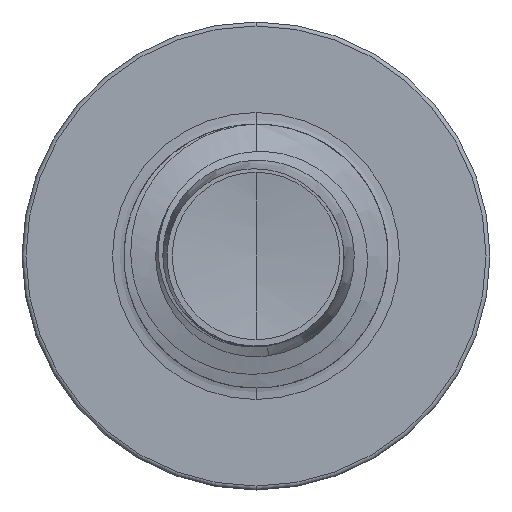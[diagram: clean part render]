
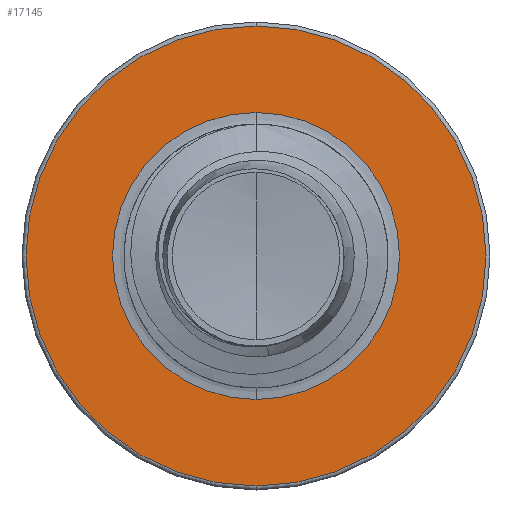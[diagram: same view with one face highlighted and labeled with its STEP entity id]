
A CAD part, front view. The second image highlights one B-rep face of the part: STEP entity #17145.
In plain terms, the highlighted planar face has unit normal (0, -1, 0).
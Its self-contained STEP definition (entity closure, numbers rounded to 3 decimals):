
#2639 = AXIS2_PLACEMENT_3D ( 'NONE', #25568, #28104, #11872 ) ;
#3263 = EDGE_CURVE ( 'NONE', #34407, #16417, #22696, .T. ) ;
#3792 = EDGE_CURVE ( 'NONE', #13619, #7597, #25573, .T. ) ;
#4549 = EDGE_LOOP ( 'NONE', ( #25519, #31097 ) ) ;
#6138 = PLANE ( 'NONE',  #2639 ) ;
#7597 = VERTEX_POINT ( 'NONE', #28337 ) ;
#7810 = CARTESIAN_POINT ( 'NONE',  ( 0., 10., 0. ) ) ;
#9948 = CARTESIAN_POINT ( 'NONE',  ( 0., 10., 0. ) ) ;
#10339 = CIRCLE ( 'NONE', #18594, 1.917 ) ;
#10684 = DIRECTION ( 'NONE',  ( 0., 0., 1. ) ) ;
#11765 = EDGE_CURVE ( 'NONE', #7597, #13619, #16128, .T. ) ;
#11872 = DIRECTION ( 'NONE',  ( 0., 0., 1. ) ) ;
#12604 = FACE_BOUND ( 'NONE', #4549, .T. ) ;
#12796 = DIRECTION ( 'NONE',  ( 0., 0., 1. ) ) ;
#13490 = AXIS2_PLACEMENT_3D ( 'NONE', #30505, #30468, #30258 ) ;
#13619 = VERTEX_POINT ( 'NONE', #34070 ) ;
#15940 = CARTESIAN_POINT ( 'NONE',  ( 0., 10., 1.917 ) ) ;
#16128 = CIRCLE ( 'NONE', #17142, 1.196 ) ;
#16417 = VERTEX_POINT ( 'NONE', #15940 ) ;
#16750 = CARTESIAN_POINT ( 'NONE',  ( 0., 10., -1.917 ) ) ;
#17142 = AXIS2_PLACEMENT_3D ( 'NONE', #7810, #27062, #10684 ) ;
#17145 = ADVANCED_FACE ( 'NONE', ( #32676, #12604 ), #6138, .F. ) ;
#17803 = DIRECTION ( 'NONE',  ( 0., 0., 1. ) ) ;
#17844 = DIRECTION ( 'NONE',  ( 0., 1., 0. ) ) ;
#17880 = CARTESIAN_POINT ( 'NONE',  ( 0., 10., 0. ) ) ;
#18594 = AXIS2_PLACEMENT_3D ( 'NONE', #9948, #28937, #12796 ) ;
#19830 = EDGE_CURVE ( 'NONE', #16417, #34407, #10339, .T. ) ;
#22696 = CIRCLE ( 'NONE', #13490, 1.917 ) ;
#25519 = ORIENTED_EDGE ( 'NONE', *, *, #11765, .T. ) ;
#25568 = CARTESIAN_POINT ( 'NONE',  ( 0., 10., -1.196 ) ) ;
#25573 = CIRCLE ( 'NONE', #29640, 1.196 ) ;
#26767 = ORIENTED_EDGE ( 'NONE', *, *, #3263, .F. ) ;
#26904 = ORIENTED_EDGE ( 'NONE', *, *, #19830, .F. ) ;
#27062 = DIRECTION ( 'NONE',  ( 0., 1., 0. ) ) ;
#28104 = DIRECTION ( 'NONE',  ( 0., 1., 0. ) ) ;
#28337 = CARTESIAN_POINT ( 'NONE',  ( 0., 10., 1.196 ) ) ;
#28937 = DIRECTION ( 'NONE',  ( 0., 1., 0. ) ) ;
#29640 = AXIS2_PLACEMENT_3D ( 'NONE', #17880, #17844, #17803 ) ;
#30258 = DIRECTION ( 'NONE',  ( 0., 0., 1. ) ) ;
#30468 = DIRECTION ( 'NONE',  ( 0., 1., 0. ) ) ;
#30505 = CARTESIAN_POINT ( 'NONE',  ( 0., 10., 0. ) ) ;
#31097 = ORIENTED_EDGE ( 'NONE', *, *, #3792, .T. ) ;
#32676 = FACE_OUTER_BOUND ( 'NONE', #33595, .T. ) ;
#33595 = EDGE_LOOP ( 'NONE', ( #26904, #26767 ) ) ;
#34070 = CARTESIAN_POINT ( 'NONE',  ( 0., 10., -1.196 ) ) ;
#34407 = VERTEX_POINT ( 'NONE', #16750 ) ;
